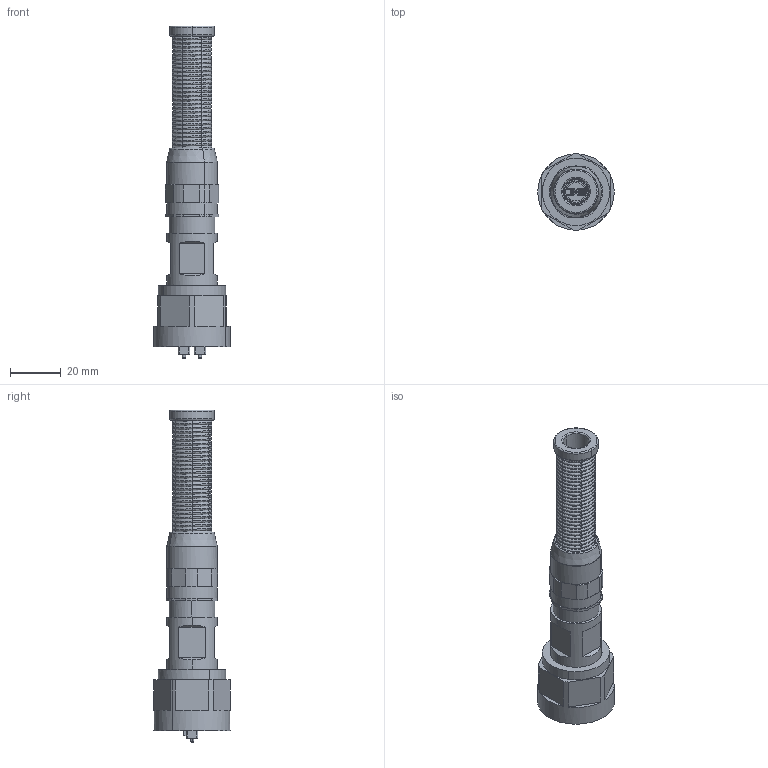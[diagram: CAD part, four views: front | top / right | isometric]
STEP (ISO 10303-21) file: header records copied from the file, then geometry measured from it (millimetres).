
FILE_DESCRIPTION(('CATIA V5 STEP Exchange','CAx-IF Rec.Pracs.--- Model Styling and Organization---1.4--- 2014-01-23'),'2;1');
FILE_NAME ('028553-3_0_1963230000_1963230000.stp','2022-02-21T08:40:56+00:00',('none'),('Weidmueller'),'CATIA Version 5-6 Release 2016 SP3 HF44','CATIA V5 STEP AP214','none');
FILE_SCHEMA(('AUTOMOTIVE_DESIGN { 1 0 10303 214 1 1 1 1 }'));
Products named in the file (1): 1963230000
Bounding box: 30 x 30 x 130.38 mm (x, y, z)
Volume: 21087.8 mm3; surface area: 29346.5 mm2
Topology: 13 solids, 13 shells, 1908 faces, 4618 edges, 2731 vertices
Faces by surface type: bspline 825, plane 559, cylinder 386, cone 74, torus 50, sphere 14
Entity records: 67912 total; most frequent: CARTESIAN_POINT 33753, ORIENTED_EDGE 9212, EDGE_CURVE 4606, DIRECTION 4342, VERTEX_POINT 2731, EDGE_LOOP 1973, ADVANCED_FACE 1908, FACE_OUTER_BOUND 1908
